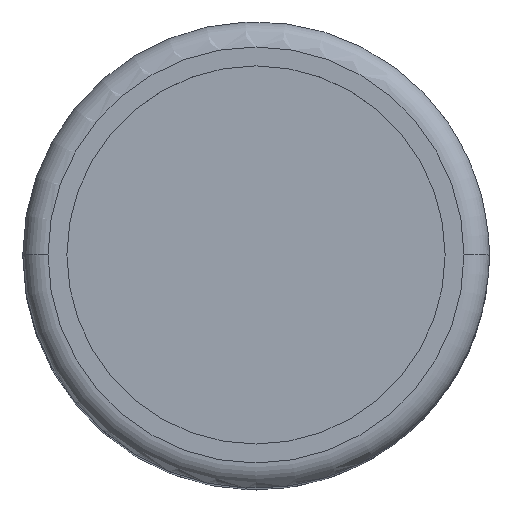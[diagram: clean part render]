
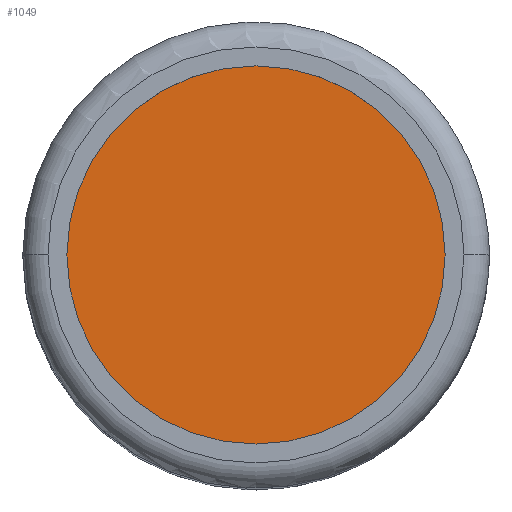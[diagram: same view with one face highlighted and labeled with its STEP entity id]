
A CAD part, top view. The second image highlights one B-rep face of the part: STEP entity #1049.
In plain terms, the highlighted planar face has unit normal (0, 0, 1).
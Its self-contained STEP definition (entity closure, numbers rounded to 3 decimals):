
#981=CARTESIAN_POINT('',(7.5,0.,41.8));
#982=VERTEX_POINT('',#981);
#998=CARTESIAN_POINT('',(-7.5,0.,41.8));
#999=VERTEX_POINT('',#998);
#1006=CARTESIAN_POINT('',(0.0,0.,41.8));
#1007=DIRECTION('',(0.0,0.0,-1.0));
#1008=DIRECTION('',(1.0,0.0,0.0));
#1009=AXIS2_PLACEMENT_3D('',#1006,#1007,#1008);
#1010=CIRCLE('',#1009,7.5);
#1011=EDGE_CURVE('',#999,#982,#1010,.T.);
#1022=CARTESIAN_POINT('',(0.0,0.,41.8));
#1023=DIRECTION('',(0.0,0.0,-1.0));
#1024=DIRECTION('',(1.0,0.0,0.0));
#1025=AXIS2_PLACEMENT_3D('',#1022,#1023,#1024);
#1026=CIRCLE('',#1025,7.5);
#1027=EDGE_CURVE('',#982,#999,#1026,.T.);
#1040=CARTESIAN_POINT('',(0.0,0.,41.8));
#1041=DIRECTION('',(0.0,0.0,1.0));
#1042=DIRECTION('',(1.0,0.0,0.0));
#1043=AXIS2_PLACEMENT_3D('',#1040,#1041,#1042);
#1044=PLANE('',#1043);
#1045=ORIENTED_EDGE('',*,*,#1027,.F.);
#1046=ORIENTED_EDGE('',*,*,#1011,.F.);
#1047=EDGE_LOOP('',(#1045,#1046));
#1048=FACE_OUTER_BOUND('',#1047,.T.);
#1049=ADVANCED_FACE('',(#1048),#1044,.T.);
